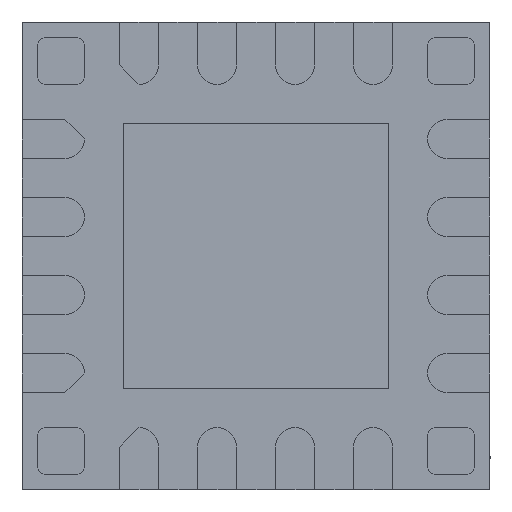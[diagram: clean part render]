
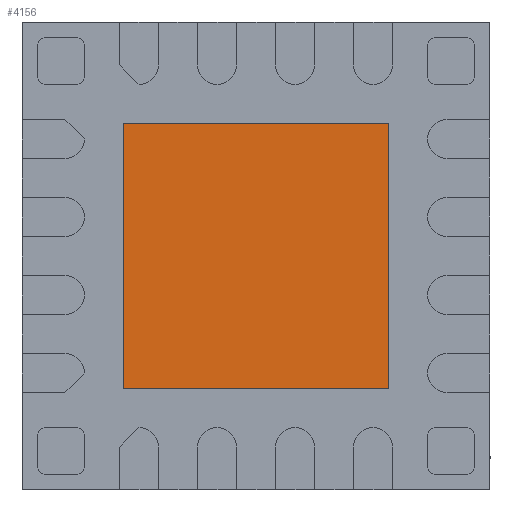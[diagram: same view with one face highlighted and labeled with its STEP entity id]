
A CAD part, front view. The second image highlights one B-rep face of the part: STEP entity #4156.
In plain terms, the highlighted planar face has unit normal (0, -1, 0).
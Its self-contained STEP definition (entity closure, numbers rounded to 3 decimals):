
#54 = CARTESIAN_POINT ( 'NONE',  ( 0.85, 0., -0.85 ) ) ;
#70 = VECTOR ( 'NONE', #5903, 1000. ) ;
#73 = VERTEX_POINT ( 'NONE', #10114 ) ;
#82 = ORIENTED_EDGE ( 'NONE', *, *, #1848, .T. ) ;
#464 = EDGE_CURVE ( 'NONE', #6961, #73, #5295, .T. ) ;
#1039 = CARTESIAN_POINT ( 'NONE',  ( 0., 0., 0. ) ) ;
#1326 = FACE_OUTER_BOUND ( 'NONE', #3893, .T. ) ;
#1509 = VECTOR ( 'NONE', #9170, 1000. ) ;
#1790 = EDGE_CURVE ( 'NONE', #8612, #10335, #3837, .T. ) ;
#1848 = EDGE_CURVE ( 'NONE', #10335, #6961, #10263, .T. ) ;
#2295 = DIRECTION ( 'NONE',  ( 1., 0., 0. ) ) ;
#2395 = EDGE_CURVE ( 'NONE', #73, #8612, #5631, .T. ) ;
#3428 = CARTESIAN_POINT ( 'NONE',  ( -0.85, 0., 0.85 ) ) ;
#3482 = CARTESIAN_POINT ( 'NONE',  ( 0.85, 0., 0.85 ) ) ;
#3837 = LINE ( 'NONE', #4205, #9744 ) ;
#3893 = EDGE_LOOP ( 'NONE', ( #8838, #82, #4009, #7816 ) ) ;
#4009 = ORIENTED_EDGE ( 'NONE', *, *, #464, .T. ) ;
#4156 = ADVANCED_FACE ( 'NONE', ( #1326 ), #4495, .T. ) ;
#4205 = CARTESIAN_POINT ( 'NONE',  ( 0.85, 0., 0.85 ) ) ;
#4495 = PLANE ( 'NONE',  #9742 ) ;
#5116 = CARTESIAN_POINT ( 'NONE',  ( -0.85, 0., 0.85 ) ) ;
#5235 = DIRECTION ( 'NONE',  ( 0., 0., -1. ) ) ;
#5295 = LINE ( 'NONE', #9661, #8619 ) ;
#5631 = LINE ( 'NONE', #54, #70 ) ;
#5903 = DIRECTION ( 'NONE',  ( 0., 0., 1. ) ) ;
#5940 = DIRECTION ( 'NONE',  ( -1., 0., 0. ) ) ;
#6121 = DIRECTION ( 'NONE',  ( 0., -1., 0. ) ) ;
#6961 = VERTEX_POINT ( 'NONE', #10333 ) ;
#7816 = ORIENTED_EDGE ( 'NONE', *, *, #2395, .T. ) ;
#8612 = VERTEX_POINT ( 'NONE', #3482 ) ;
#8619 = VECTOR ( 'NONE', #2295, 1000. ) ;
#8838 = ORIENTED_EDGE ( 'NONE', *, *, #1790, .T. ) ;
#9170 = DIRECTION ( 'NONE',  ( 0., 0., -1. ) ) ;
#9661 = CARTESIAN_POINT ( 'NONE',  ( -0.85, 0., -0.85 ) ) ;
#9742 = AXIS2_PLACEMENT_3D ( 'NONE', #1039, #6121, #5235 ) ;
#9744 = VECTOR ( 'NONE', #5940, 1000. ) ;
#10114 = CARTESIAN_POINT ( 'NONE',  ( 0.85, 0., -0.85 ) ) ;
#10263 = LINE ( 'NONE', #5116, #1509 ) ;
#10333 = CARTESIAN_POINT ( 'NONE',  ( -0.85, 0., -0.85 ) ) ;
#10335 = VERTEX_POINT ( 'NONE', #3428 ) ;
